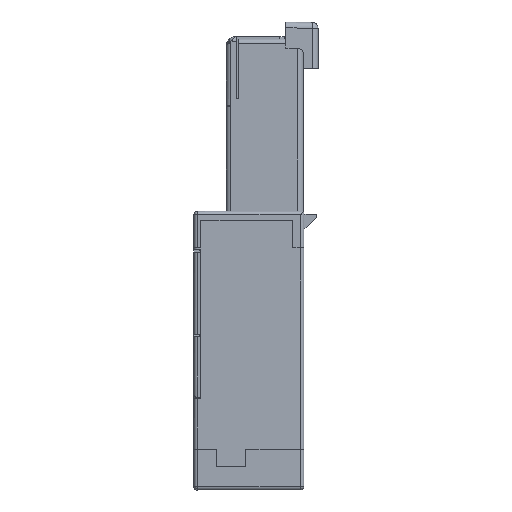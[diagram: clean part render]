
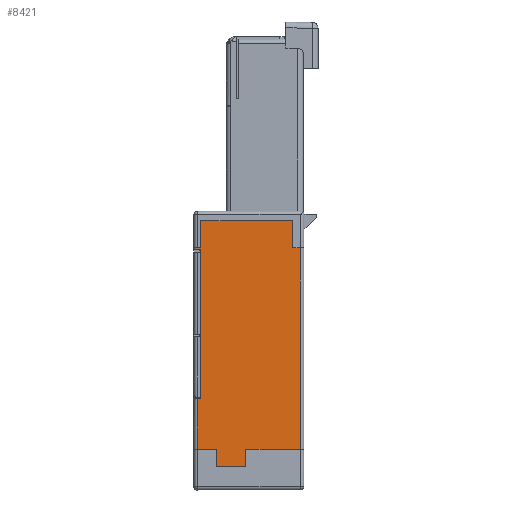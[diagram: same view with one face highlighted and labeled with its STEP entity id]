
A CAD part, left-side view. The second image highlights one B-rep face of the part: STEP entity #8421.
In plain terms, the highlighted planar face has unit normal (-1, 0, -0.007).
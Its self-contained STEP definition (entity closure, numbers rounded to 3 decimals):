
#856 = VECTOR ( 'NONE', #2908, 1000. ) ;
#2906 = LINE ( 'NONE', #2907, #856 ) ;
#2907 = CARTESIAN_POINT ( 'NONE',  ( -6.364, 2.55, -30.1 ) ) ;
#2908 = DIRECTION ( 'NONE',  ( 0., 1., 0. ) ) ;
#4112 = VERTEX_POINT ( 'NONE', #19012 ) ;
#4116 = VERTEX_POINT ( 'NONE', #19011 ) ;
#4248 = VERTEX_POINT ( 'NONE', #19002 ) ;
#4329 = VERTEX_POINT ( 'NONE', #18986 ) ;
#4442 = VERTEX_POINT ( 'NONE', #18938 ) ;
#4490 = VERTEX_POINT ( 'NONE', #18876 ) ;
#4795 = VERTEX_POINT ( 'NONE', #10303 ) ;
#4801 = VERTEX_POINT ( 'NONE', #10299 ) ;
#4819 = VERTEX_POINT ( 'NONE', #10361 ) ;
#4840 = VERTEX_POINT ( 'NONE', #10367 ) ;
#4934 = VERTEX_POINT ( 'NONE', #20870 ) ;
#4941 = VERTEX_POINT ( 'NONE', #20841 ) ;
#5000 = VERTEX_POINT ( 'NONE', #20739 ) ;
#7510 = VECTOR ( 'NONE', #11883, 1000. ) ;
#8421 = ADVANCED_FACE ( 'NONE', ( #29428 ), #33202, .T. ) ;
#10299 = CARTESIAN_POINT ( 'NONE',  ( -6.465, 0.926, -14.828 ) ) ;
#10303 = CARTESIAN_POINT ( 'NONE',  ( -6.465, 8.803, -14.828 ) ) ;
#10361 = CARTESIAN_POINT ( 'NONE',  ( -6.364, 9.1, -30.1 ) ) ;
#10367 = CARTESIAN_POINT ( 'NONE',  ( -6.45, 0.926, -17.15 ) ) ;
#11115 = ORIENTED_EDGE ( 'NONE', *, *, #23941, .T. ) ;
#11143 = ORIENTED_EDGE ( 'NONE', *, *, #24595, .T. ) ;
#11154 = ORIENTED_EDGE ( 'NONE', *, *, #24500, .T. ) ;
#11221 = ORIENTED_EDGE ( 'NONE', *, *, #23718, .T. ) ;
#11282 = ORIENTED_EDGE ( 'NONE', *, *, #23119, .F. ) ;
#11299 = ORIENTED_EDGE ( 'NONE', *, *, #23565, .F. ) ;
#11301 = ORIENTED_EDGE ( 'NONE', *, *, #23358, .T. ) ;
#11401 = ORIENTED_EDGE ( 'NONE', *, *, #23902, .F. ) ;
#11416 = ORIENTED_EDGE ( 'NONE', *, *, #23118, .F. ) ;
#11433 = ORIENTED_EDGE ( 'NONE', *, *, #23117, .T. ) ;
#11472 = ORIENTED_EDGE ( 'NONE', *, *, #23552, .T. ) ;
#11512 = ORIENTED_EDGE ( 'NONE', *, *, #23453, .F. ) ;
#11524 = ORIENTED_EDGE ( 'NONE', *, *, #22968, .T. ) ;
#11598 = ORIENTED_EDGE ( 'NONE', *, *, #23440, .F. ) ;
#11601 = ORIENTED_EDGE ( 'NONE', *, *, #24295, .F. ) ;
#11616 = ORIENTED_EDGE ( 'NONE', *, *, #23853, .T. ) ;
#11881 = LINE ( 'NONE', #11882, #7510 ) ;
#11882 = CARTESIAN_POINT ( 'NONE',  ( -6.325, 3.428, -35.914 ) ) ;
#11883 = DIRECTION ( 'NONE',  ( 0., -1., 0. ) ) ;
#12218 = LINE ( 'NONE', #12219, #38046 ) ;
#12219 = CARTESIAN_POINT ( 'NONE',  ( -6.465, 8.803, -14.828 ) ) ;
#12220 = DIRECTION ( 'NONE',  ( 0., -1., 0. ) ) ;
#12261 = LINE ( 'NONE', #12262, #38052 ) ;
#12262 = CARTESIAN_POINT ( 'NONE',  ( -6.466, 8.803, -14.674 ) ) ;
#12264 = DIRECTION ( 'NONE',  ( -0.007, 0., 1. ) ) ;
#14034 = CARTESIAN_POINT ( 'NONE',  ( -6.449, 9.1, -17.3 ) ) ;
#14039 = CARTESIAN_POINT ( 'NONE',  ( -6.449, 8.803, -17.3 ) ) ;
#14046 = CARTESIAN_POINT ( 'NONE',  ( -6.45, 9.1, -17.15 ) ) ;
#18128 = VECTOR ( 'NONE', #35659, 1000. ) ;
#18150 = VECTOR ( 'NONE', #35724, 1000. ) ;
#18169 = VECTOR ( 'NONE', #35783, 1000. ) ;
#18332 = VECTOR ( 'NONE', #32677, 1000. ) ;
#18365 = VECTOR ( 'NONE', #32799, 1000. ) ;
#18876 = CARTESIAN_POINT ( 'NONE',  ( -6.45, 0.25, -17.15 ) ) ;
#18938 = CARTESIAN_POINT ( 'NONE',  ( -6.325, 4.936, -35.914 ) ) ;
#18943 = LINE ( 'NONE', #18945, #30792 ) ;
#18945 = CARTESIAN_POINT ( 'NONE',  ( -6.315, 7.464, -37.428 ) ) ;
#18947 = DIRECTION ( 'NONE',  ( 0.007, 0., -1. ) ) ;
#18949 = LINE ( 'NONE', #18951, #30793 ) ;
#18951 = CARTESIAN_POINT ( 'NONE',  ( -6.45, 9.1, -17.15 ) ) ;
#18953 = DIRECTION ( 'NONE',  ( 0., -1., 0. ) ) ;
#18955 = LINE ( 'NONE', #18957, #30794 ) ;
#18957 = CARTESIAN_POINT ( 'NONE',  ( -6.466, 0.926, -14.674 ) ) ;
#18959 = DIRECTION ( 'NONE',  ( 0.007, 0., -1. ) ) ;
#18986 = CARTESIAN_POINT ( 'NONE',  ( -6.335, 0.25, -34.45 ) ) ;
#19002 = CARTESIAN_POINT ( 'NONE',  ( -6.335, 7.464, -34.45 ) ) ;
#19011 = CARTESIAN_POINT ( 'NONE',  ( -6.325, 7.464, -35.914 ) ) ;
#19012 = CARTESIAN_POINT ( 'NONE',  ( -6.335, 4.936, -34.45 ) ) ;
#20739 = CARTESIAN_POINT ( 'NONE',  ( -6.335, 9.1, -34.45 ) ) ;
#20841 = CARTESIAN_POINT ( 'NONE',  ( -6.45, 8.803, -17.15 ) ) ;
#20870 = CARTESIAN_POINT ( 'NONE',  ( -6.364, 8.803, -30.1 ) ) ;
#22968 = EDGE_CURVE ( 'NONE', #4934, #4819, #2906, .T. ) ;
#23117 = EDGE_CURVE ( 'NONE', #4248, #4116, #18943, .T. ) ;
#23118 = EDGE_CURVE ( 'NONE', #37654, #4941, #18949, .T. ) ;
#23119 = EDGE_CURVE ( 'NONE', #4801, #4840, #18955, .T. ) ;
#23358 = EDGE_CURVE ( 'NONE', #4116, #4442, #11881, .T. ) ;
#23440 = EDGE_CURVE ( 'NONE', #4795, #4801, #12218, .T. ) ;
#23453 = EDGE_CURVE ( 'NONE', #4934, #37516, #12261, .T. ) ;
#23552 = EDGE_CURVE ( 'NONE', #5000, #4248, #25956, .T. ) ;
#23565 = EDGE_CURVE ( 'NONE', #4941, #4795, #25980, .T. ) ;
#23718 = EDGE_CURVE ( 'NONE', #4112, #4329, #26168, .T. ) ;
#23853 = EDGE_CURVE ( 'NONE', #37654, #37393, #35657, .T. ) ;
#23902 = EDGE_CURVE ( 'NONE', #4840, #4490, #35722, .T. ) ;
#23941 = EDGE_CURVE ( 'NONE', #4442, #4112, #35781, .T. ) ;
#24295 = EDGE_CURVE ( 'NONE', #37516, #37393, #32675, .T. ) ;
#24500 = EDGE_CURVE ( 'NONE', #4819, #5000, #32797, .T. ) ;
#24595 = EDGE_CURVE ( 'NONE', #4329, #4490, #33090, .T. ) ;
#25956 = LINE ( 'NONE', #25957, #38136 ) ;
#25957 = CARTESIAN_POINT ( 'NONE',  ( -6.335, 9.1, -34.45 ) ) ;
#25958 = DIRECTION ( 'NONE',  ( 0., -1., 0. ) ) ;
#25980 = LINE ( 'NONE', #25981, #38143 ) ;
#25981 = CARTESIAN_POINT ( 'NONE',  ( -6.466, 8.803, -14.674 ) ) ;
#25982 = DIRECTION ( 'NONE',  ( -0.007, 0., 1. ) ) ;
#26168 = LINE ( 'NONE', #26169, #38195 ) ;
#26169 = CARTESIAN_POINT ( 'NONE',  ( -6.335, 4.936, -34.45 ) ) ;
#26170 = DIRECTION ( 'NONE',  ( 0., -1., 0. ) ) ;
#28597 = EDGE_LOOP ( 'NONE', ( #11472, #11433, #11301, #11115, #11221, #11143, #11401, #11282, #11598, #11299, #11416, #11616, #11601, #11512, #11524, #11154 ) ) ;
#29428 = FACE_OUTER_BOUND ( 'NONE', #28597, .T. ) ;
#29470 = AXIS2_PLACEMENT_3D ( 'NONE', #33201, #33200, #33198 ) ;
#30792 = VECTOR ( 'NONE', #18947, 1000. ) ;
#30793 = VECTOR ( 'NONE', #18953, 1000. ) ;
#30794 = VECTOR ( 'NONE', #18959, 1000. ) ;
#31022 = VECTOR ( 'NONE', #33092, 1000. ) ;
#32675 = LINE ( 'NONE', #32676, #18332 ) ;
#32676 = CARTESIAN_POINT ( 'NONE',  ( -6.449, 5.6, -17.3 ) ) ;
#32677 = DIRECTION ( 'NONE',  ( 0., 1., 0. ) ) ;
#32797 = LINE ( 'NONE', #32798, #18365 ) ;
#32798 = CARTESIAN_POINT ( 'NONE',  ( -6.364, 9.1, -30.1 ) ) ;
#32799 = DIRECTION ( 'NONE',  ( 0.007, 0., -1. ) ) ;
#33090 = LINE ( 'NONE', #33091, #31022 ) ;
#33091 = CARTESIAN_POINT ( 'NONE',  ( -6.335, 0.25, -34.45 ) ) ;
#33092 = DIRECTION ( 'NONE',  ( -0.007, 0., 1. ) ) ;
#33198 = DIRECTION ( 'NONE',  ( -0.007, 0., 1. ) ) ;
#33200 = DIRECTION ( 'NONE',  ( -1., 0., -0.007 ) ) ;
#33201 = CARTESIAN_POINT ( 'NONE',  ( -6.45, -2.337, -17.15 ) ) ;
#33202 = PLANE ( 'NONE',  #29470 ) ;
#35657 = LINE ( 'NONE', #35658, #18128 ) ;
#35658 = CARTESIAN_POINT ( 'NONE',  ( -6.45, 9.1, -17.15 ) ) ;
#35659 = DIRECTION ( 'NONE',  ( 0.007, 0., -1. ) ) ;
#35722 = LINE ( 'NONE', #35723, #18150 ) ;
#35723 = CARTESIAN_POINT ( 'NONE',  ( -6.45, 2.236, -17.15 ) ) ;
#35724 = DIRECTION ( 'NONE',  ( 0., -1., 0. ) ) ;
#35781 = LINE ( 'NONE', #35782, #18169 ) ;
#35782 = CARTESIAN_POINT ( 'NONE',  ( -6.359, 4.936, -30.883 ) ) ;
#35783 = DIRECTION ( 'NONE',  ( -0.007, 0., 1. ) ) ;
#37393 = VERTEX_POINT ( 'NONE', #14034 ) ;
#37516 = VERTEX_POINT ( 'NONE', #14039 ) ;
#37654 = VERTEX_POINT ( 'NONE', #14046 ) ;
#38046 = VECTOR ( 'NONE', #12220, 1000. ) ;
#38052 = VECTOR ( 'NONE', #12264, 1000. ) ;
#38136 = VECTOR ( 'NONE', #25958, 1000. ) ;
#38143 = VECTOR ( 'NONE', #25982, 1000. ) ;
#38195 = VECTOR ( 'NONE', #26170, 1000. ) ;
